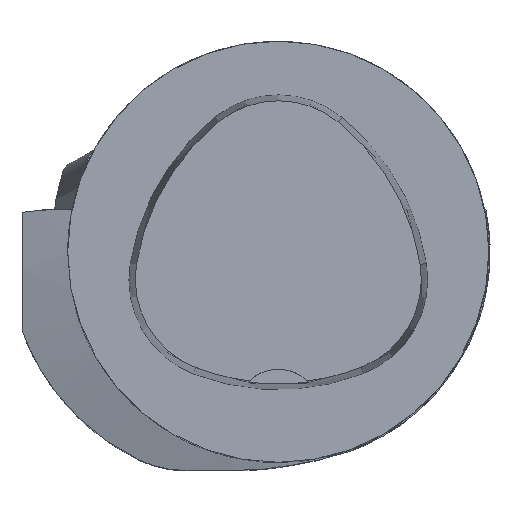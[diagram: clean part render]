
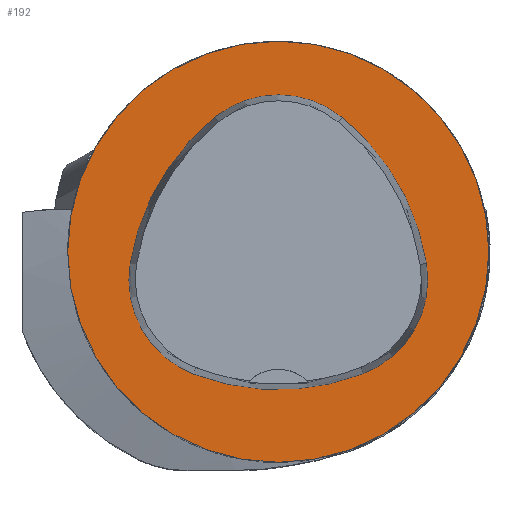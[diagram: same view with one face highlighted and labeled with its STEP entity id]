
A CAD part, top view. The second image highlights one B-rep face of the part: STEP entity #192.
In plain terms, the highlighted planar face has unit normal (0, 0, 1).
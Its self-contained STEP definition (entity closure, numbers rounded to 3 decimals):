
#86=FACE_BOUND('',#430,.T.);
#87=FACE_BOUND('',#431,.T.);
#192=ADVANCED_FACE('',(#86,#87),#268,.T.);
#268=PLANE('',#1841);
#430=EDGE_LOOP('',(#707,#708,#709,#710,#711,#712));
#431=EDGE_LOOP('',(#713));
#508=CIRCLE('',#1812,25.);
#509=CIRCLE('',#1819,28.);
#511=CIRCLE('',#1822,12.);
#513=CIRCLE('',#1825,28.);
#515=CIRCLE('',#1828,12.);
#519=CIRCLE('',#1833,28.);
#521=CIRCLE('',#1836,12.);
#707=ORIENTED_EDGE('',*,*,#1281,.T.);
#708=ORIENTED_EDGE('',*,*,#1261,.T.);
#709=ORIENTED_EDGE('',*,*,#1265,.T.);
#710=ORIENTED_EDGE('',*,*,#1268,.T.);
#711=ORIENTED_EDGE('',*,*,#1271,.T.);
#712=ORIENTED_EDGE('',*,*,#1279,.T.);
#713=ORIENTED_EDGE('',*,*,#1251,.F.);
#1077=VERTEX_POINT('',#2730);
#1086=VERTEX_POINT('',#2750);
#1087=VERTEX_POINT('',#2751);
#1090=VERTEX_POINT('',#2759);
#1092=VERTEX_POINT('',#2765);
#1094=VERTEX_POINT('',#2771);
#1101=VERTEX_POINT('',#2792);
#1251=EDGE_CURVE('',#1077,#1077,#508,.T.);
#1261=EDGE_CURVE('',#1086,#1087,#509,.T.);
#1265=EDGE_CURVE('',#1087,#1090,#511,.T.);
#1268=EDGE_CURVE('',#1090,#1092,#513,.T.);
#1271=EDGE_CURVE('',#1092,#1094,#515,.T.);
#1279=EDGE_CURVE('',#1094,#1101,#519,.T.);
#1281=EDGE_CURVE('',#1101,#1086,#521,.T.);
#1812=AXIS2_PLACEMENT_3D('',#2729,#2080,#2081);
#1819=AXIS2_PLACEMENT_3D('',#2749,#2098,#2099);
#1822=AXIS2_PLACEMENT_3D('',#2758,#2106,#2107);
#1825=AXIS2_PLACEMENT_3D('',#2764,#2113,#2114);
#1828=AXIS2_PLACEMENT_3D('',#2770,#2120,#2121);
#1833=AXIS2_PLACEMENT_3D('',#2793,#2132,#2133);
#1836=AXIS2_PLACEMENT_3D('',#2796,#2138,#2139);
#1841=AXIS2_PLACEMENT_3D('',#2801,#2148,#2149);
#2080=DIRECTION('',(0.,0.,-1.));
#2081=DIRECTION('',(-1.,0.,0.));
#2098=DIRECTION('',(0.,0.,-1.));
#2099=DIRECTION('',(-1.,0.,0.));
#2106=DIRECTION('',(0.,0.,-1.));
#2107=DIRECTION('',(-1.,0.,0.));
#2113=DIRECTION('',(0.,0.,-1.));
#2114=DIRECTION('',(-1.,0.,0.));
#2120=DIRECTION('',(0.,0.,-1.));
#2121=DIRECTION('',(-1.,0.,0.));
#2132=DIRECTION('',(0.,0.,-1.));
#2133=DIRECTION('',(-1.,0.,0.));
#2138=DIRECTION('',(0.,0.,-1.));
#2139=DIRECTION('',(-1.,0.,0.));
#2148=DIRECTION('',(0.,0.,1.));
#2149=DIRECTION('',(1.,0.,0.));
#2729=CARTESIAN_POINT('',(0.,0.,0.));
#2730=CARTESIAN_POINT('',(-25.,0.,0.));
#2749=CARTESIAN_POINT('',(10.068,-5.824,0.));
#2750=CARTESIAN_POINT('',(-17.584,-1.424,0.));
#2751=CARTESIAN_POINT('',(-7.531,15.953,0.));
#2758=CARTESIAN_POINT('',(0.011,6.62,0.));
#2759=CARTESIAN_POINT('',(7.567,15.942,0.));
#2764=CARTESIAN_POINT('',(-10.063,-5.81,0.));
#2765=CARTESIAN_POINT('',(17.59,-1.418,0.));
#2770=CARTESIAN_POINT('',(5.739,-3.3,0.));
#2771=CARTESIAN_POINT('',(10.05,-14.499,0.));
#2792=CARTESIAN_POINT('',(-10.025,-14.516,0.));
#2793=CARTESIAN_POINT('',(-0.01,11.631,0.));
#2796=CARTESIAN_POINT('',(-5.733,-3.31,0.));
#2801=CARTESIAN_POINT('',(0.,0.,0.));
